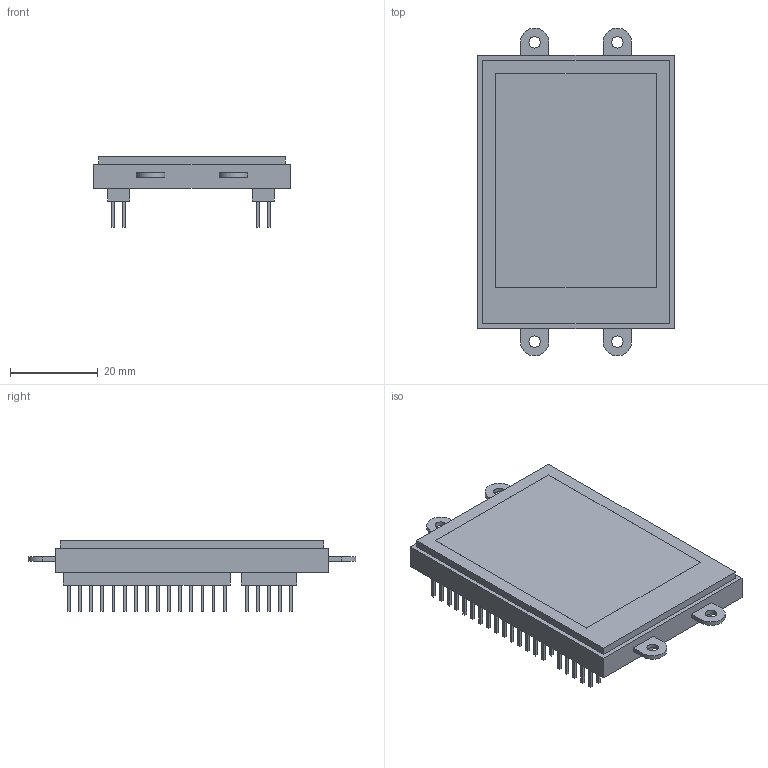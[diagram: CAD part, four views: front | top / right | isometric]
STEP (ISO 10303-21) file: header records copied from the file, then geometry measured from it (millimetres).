
FILE_DESCRIPTION (( 'STEP AP214' ), '1' );
FILE_NAME ('uLCD-24PTU.STEP', '2020-03-12T14:38:38', ( '' ), ( '' ), 'SwSTEP 2.0', 'SolidWorks 2018', '' );
FILE_SCHEMA (( 'AUTOMOTIVE_DESIGN' ));
Length unit declared in the file: millimetre
Products named in the file (1): uLCD-24PTU
Bounding box: 44.9 x 74.9 x 16.15 mm (x, y, z)
Volume: 20994.4 mm3; surface area: 8597.6 mm2
Topology: 1 solids, 1 shells, 289 faces, 696 edges, 464 vertices
Faces by surface type: plane 277, cylinder 12
Entity records: 11483 total; most frequent: CARTESIAN_POINT 1450, ORIENTED_EDGE 1392, DIRECTION 1300, EDGE_CURVE 696, LINE 672, VECTOR 672, VERTEX_POINT 464, EDGE_LOOP 352
